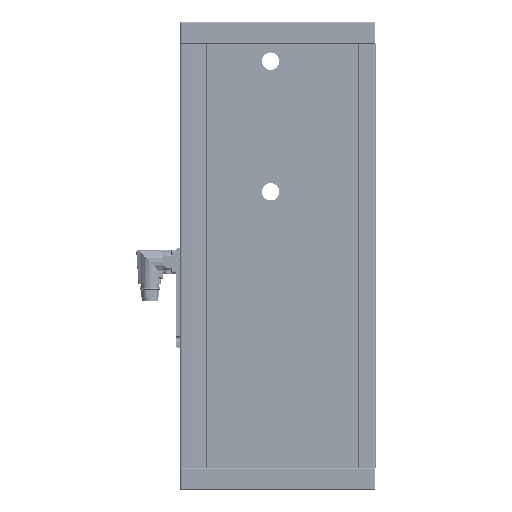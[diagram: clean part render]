
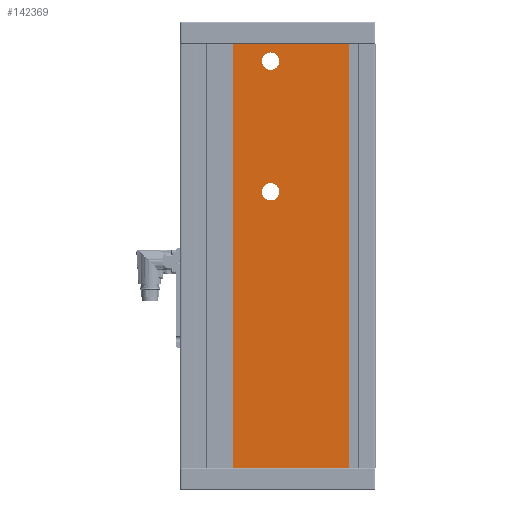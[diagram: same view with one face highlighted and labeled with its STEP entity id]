
A CAD part, left-side view. The second image highlights one B-rep face of the part: STEP entity #142369.
In plain terms, the highlighted planar face has unit normal (-1, 0, 0).
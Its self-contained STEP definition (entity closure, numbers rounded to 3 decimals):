
#1717 = CARTESIAN_POINT ( 'NONE',  ( 0., 40.9, 390. ) ) ;
#8214 = LINE ( 'NONE', #42266, #39508 ) ;
#11538 = DIRECTION ( 'NONE',  ( 0., 0., 1. ) ) ;
#15325 = DIRECTION ( 'NONE',  ( 0., -1., 0. ) ) ;
#16009 = DIRECTION ( 'NONE',  ( 0., 0., -1. ) ) ;
#18168 = ORIENTED_EDGE ( 'NONE', *, *, #102417, .T. ) ;
#21578 = DIRECTION ( 'NONE',  ( 0., 0., 1. ) ) ;
#27651 = ORIENTED_EDGE ( 'NONE', *, *, #81628, .F. ) ;
#28496 = VERTEX_POINT ( 'NONE', #62014 ) ;
#29890 = VERTEX_POINT ( 'NONE', #143584 ) ;
#31013 = CARTESIAN_POINT ( 'NONE',  ( 0., 6.5, 382. ) ) ;
#32361 = CIRCLE ( 'NONE', #58346, 8. ) ;
#34023 = ORIENTED_EDGE ( 'NONE', *, *, #103980, .F. ) ;
#38366 = VERTEX_POINT ( 'NONE', #65831 ) ;
#39156 = VECTOR ( 'NONE', #93822, 1000. ) ;
#39508 = VECTOR ( 'NONE', #119835, 1000. ) ;
#39954 = LINE ( 'NONE', #129987, #61306 ) ;
#41078 = EDGE_LOOP ( 'NONE', ( #119711 ) ) ;
#42266 = CARTESIAN_POINT ( 'NONE',  ( 0., 40.9, 0. ) ) ;
#50975 = ORIENTED_EDGE ( 'NONE', *, *, #127958, .F. ) ;
#56410 = EDGE_LOOP ( 'NONE', ( #34023 ) ) ;
#58170 = DIRECTION ( 'NONE',  ( -1., 0., 0. ) ) ;
#58346 = AXIS2_PLACEMENT_3D ( 'NONE', #76323, #122773, #21578 ) ;
#61306 = VECTOR ( 'NONE', #62881, 1000. ) ;
#62014 = CARTESIAN_POINT ( 'NONE',  ( 0., -65.4, 390. ) ) ;
#62881 = DIRECTION ( 'NONE',  ( 0., 0., 1. ) ) ;
#65831 = CARTESIAN_POINT ( 'NONE',  ( 0., -65.4, 0. ) ) ;
#68420 = EDGE_CURVE ( 'NONE', #29890, #29890, #32361, .T. ) ;
#68500 = VECTOR ( 'NONE', #15325, 1000. ) ;
#72269 = DIRECTION ( 'NONE',  ( 1., 0., 0. ) ) ;
#76323 = CARTESIAN_POINT ( 'NONE',  ( 0., 6.5, 254. ) ) ;
#80382 = CARTESIAN_POINT ( 'NONE',  ( 0., 6.5, 374. ) ) ;
#81178 = EDGE_LOOP ( 'NONE', ( #27651, #50975, #110954, #18168 ) ) ;
#81628 = EDGE_CURVE ( 'NONE', #96961, #28496, #83440, .T. ) ;
#83440 = LINE ( 'NONE', #95244, #39156 ) ;
#84232 = VERTEX_POINT ( 'NONE', #126252 ) ;
#87730 = AXIS2_PLACEMENT_3D ( 'NONE', #80382, #58170, #11538 ) ;
#93822 = DIRECTION ( 'NONE',  ( 0., -1., 0. ) ) ;
#95244 = CARTESIAN_POINT ( 'NONE',  ( 0., -90., 390. ) ) ;
#96961 = VERTEX_POINT ( 'NONE', #1717 ) ;
#102417 = EDGE_CURVE ( 'NONE', #38366, #28496, #39954, .T. ) ;
#102880 = EDGE_CURVE ( 'NONE', #84232, #38366, #139424, .T. ) ;
#103980 = EDGE_CURVE ( 'NONE', #132144, #132144, #144201, .T. ) ;
#104851 = CARTESIAN_POINT ( 'NONE',  ( 0., -90., 0. ) ) ;
#109122 = FACE_BOUND ( 'NONE', #41078, .T. ) ;
#110954 = ORIENTED_EDGE ( 'NONE', *, *, #102880, .T. ) ;
#118712 = FACE_BOUND ( 'NONE', #56410, .T. ) ;
#119711 = ORIENTED_EDGE ( 'NONE', *, *, #68420, .F. ) ;
#119835 = DIRECTION ( 'NONE',  ( 0., 0., 1. ) ) ;
#122773 = DIRECTION ( 'NONE',  ( -1., 0., 0. ) ) ;
#126252 = CARTESIAN_POINT ( 'NONE',  ( 0., 40.9, 0. ) ) ;
#127958 = EDGE_CURVE ( 'NONE', #84232, #96961, #8214, .T. ) ;
#129006 = CARTESIAN_POINT ( 'NONE',  ( 0., -90., 390. ) ) ;
#129987 = CARTESIAN_POINT ( 'NONE',  ( 0., -65.4, 390. ) ) ;
#132144 = VERTEX_POINT ( 'NONE', #31013 ) ;
#139424 = LINE ( 'NONE', #104851, #68500 ) ;
#139850 = AXIS2_PLACEMENT_3D ( 'NONE', #129006, #72269, #16009 ) ;
#141581 = PLANE ( 'NONE',  #139850 ) ;
#142369 = ADVANCED_FACE ( 'NONE', ( #118712, #109122, #143024 ), #141581, .F. ) ;
#143024 = FACE_OUTER_BOUND ( 'NONE', #81178, .T. ) ;
#143584 = CARTESIAN_POINT ( 'NONE',  ( 0., 6.5, 262. ) ) ;
#144201 = CIRCLE ( 'NONE', #87730, 8. ) ;
